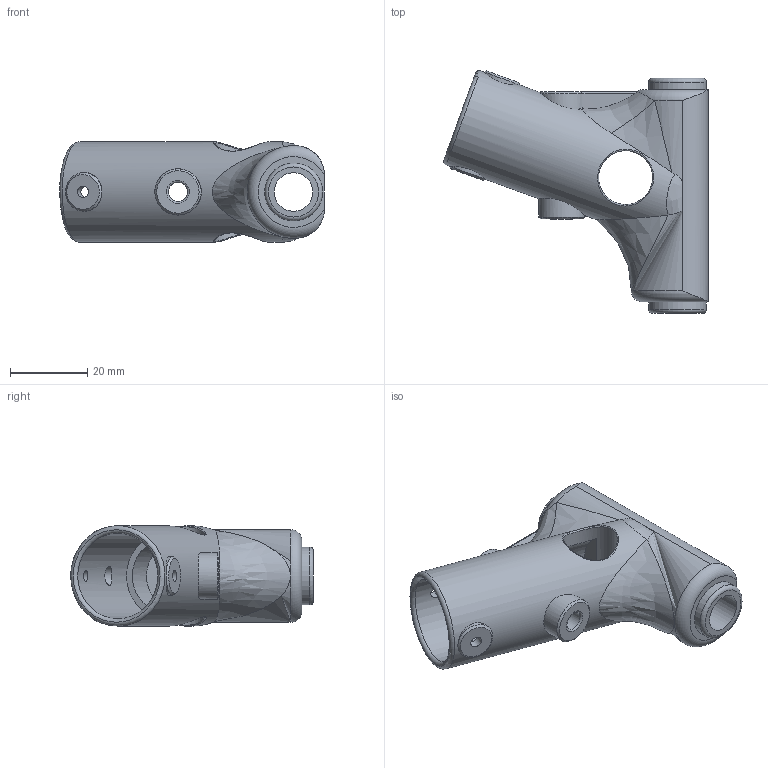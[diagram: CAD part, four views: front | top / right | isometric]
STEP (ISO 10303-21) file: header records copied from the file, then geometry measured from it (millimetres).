
FILE_DESCRIPTION(/* description */ (''),/* implementation_level */ '2;1');
FILE_NAME(/* name */ 'Landing gear pivot 22mm.stp',/* time_stamp */ '2016-12-05T11:44:42-08:00',/* author */ (''),/* organization */ (''),/* preprocessor_version */ 'ST-DEVELOPER v15.2',/* originating_system */ 'Autodesk Translator Framework v2.0.0.5431',/* authorisation */ '');
FILE_SCHEMA (('AUTOMOTIVE_DESIGN { 1 0 10303 214 3 1 1 }'));
Length unit declared in the file: centimetre
Products named in the file (1): (Unsaved)
Bounding box: 68.66 x 63 x 26 mm (x, y, z)
Volume: 26369.3 mm3; surface area: 14158.7 mm2
Topology: 1 solids, 1 shells, 60 faces, 168 edges, 113 vertices
Faces by surface type: cylinder 22, plane 14, bspline 12, torus 8, cone 4
Full cylindrical faces by diameter (mm): 3 x2, 5 x2, 10 x2, 14 x1, 15 x2, 19 x1, 22.2 x1, 26 x1
Entity records: 3731 total; most frequent: CARTESIAN_POINT 2471, ORIENTED_EDGE 254, DIRECTION 204, EDGE_CURVE 127, EDGE_LOOP 100, VERTEX_POINT 95, AXIS2_PLACEMENT_3D 94, B_SPLINE_CURVE_WITH_KNOTS 66
